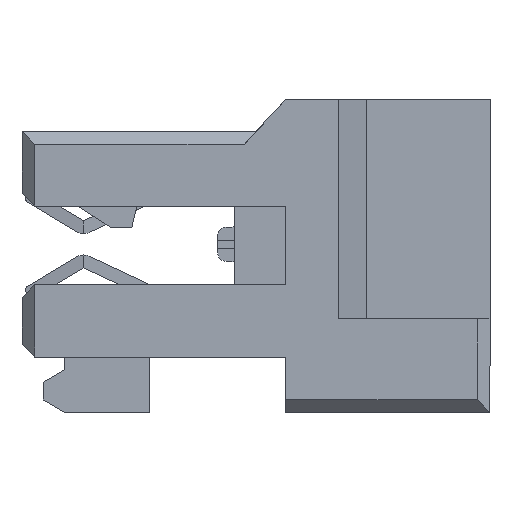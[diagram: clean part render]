
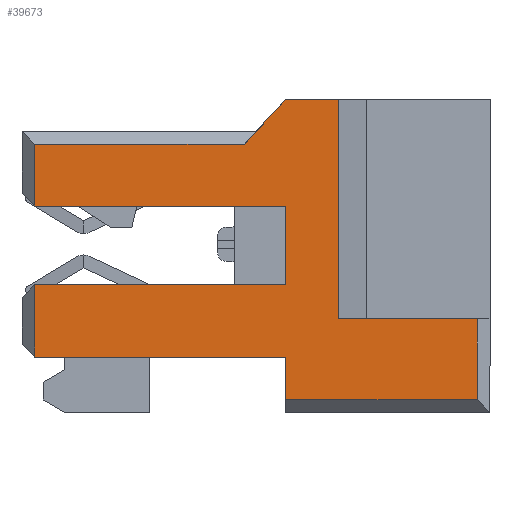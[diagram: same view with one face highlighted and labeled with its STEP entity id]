
A CAD part, left-side view. The second image highlights one B-rep face of the part: STEP entity #39673.
In plain terms, the highlighted face is planar.
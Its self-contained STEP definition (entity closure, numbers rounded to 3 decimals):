
#2968=ORIENTED_EDGE('',*,*,#11618,.T.);
#2969=ORIENTED_EDGE('',*,*,#10911,.T.);
#2970=ORIENTED_EDGE('',*,*,#11625,.T.);
#2971=ORIENTED_EDGE('',*,*,#11626,.T.);
#2972=ORIENTED_EDGE('',*,*,#11077,.T.);
#2973=ORIENTED_EDGE('',*,*,#11072,.T.);
#2974=ORIENTED_EDGE('',*,*,#11609,.T.);
#2975=ORIENTED_EDGE('',*,*,#11627,.T.);
#2976=ORIENTED_EDGE('',*,*,#11628,.T.);
#2977=ORIENTED_EDGE('',*,*,#11629,.T.);
#2978=ORIENTED_EDGE('',*,*,#10907,.T.);
#2979=ORIENTED_EDGE('',*,*,#10904,.T.);
#2980=ORIENTED_EDGE('',*,*,#11615,.T.);
#2981=ORIENTED_EDGE('',*,*,#11630,.T.);
#10904=EDGE_CURVE('',#15331,#15333,#18280,.T.);
#10907=EDGE_CURVE('',#15334,#15331,#18283,.T.);
#10911=EDGE_CURVE('',#15337,#15339,#18287,.T.);
#11072=EDGE_CURVE('',#15458,#15456,#18420,.T.);
#11077=EDGE_CURVE('',#15460,#15458,#18425,.T.);
#11609=EDGE_CURVE('',#15456,#15877,#18921,.T.);
#11615=EDGE_CURVE('',#15333,#15881,#18927,.T.);
#11618=EDGE_CURVE('',#15884,#15337,#18930,.T.);
#11625=EDGE_CURVE('',#15339,#15886,#18937,.T.);
#11626=EDGE_CURVE('',#15886,#15460,#18938,.T.);
#11627=EDGE_CURVE('',#15877,#15887,#18939,.T.);
#11628=EDGE_CURVE('',#15887,#15888,#18940,.T.);
#11629=EDGE_CURVE('',#15888,#15334,#18941,.T.);
#11630=EDGE_CURVE('',#15881,#15884,#18942,.T.);
#15331=VERTEX_POINT('',#52953);
#15333=VERTEX_POINT('',#52957);
#15334=VERTEX_POINT('',#52961);
#15337=VERTEX_POINT('',#52968);
#15339=VERTEX_POINT('',#52972);
#15456=VERTEX_POINT('',#53304);
#15458=VERTEX_POINT('',#53307);
#15460=VERTEX_POINT('',#53313);
#15877=VERTEX_POINT('',#54318);
#15881=VERTEX_POINT('',#54328);
#15884=VERTEX_POINT('',#54336);
#15886=VERTEX_POINT('',#54347);
#15887=VERTEX_POINT('',#54350);
#15888=VERTEX_POINT('',#54352);
#18280=LINE('',#52958,#21672);
#18283=LINE('',#52964,#21675);
#18287=LINE('',#52973,#21679);
#18420=LINE('',#53306,#21812);
#18425=LINE('',#53316,#21817);
#18921=LINE('',#54317,#22313);
#18927=LINE('',#54329,#22319);
#18930=LINE('',#54335,#22322);
#18937=LINE('',#54346,#22329);
#18938=LINE('',#54348,#22330);
#18939=LINE('',#54349,#22331);
#18940=LINE('',#54351,#22332);
#18941=LINE('',#54353,#22333);
#18942=LINE('',#54354,#22334);
#21672=VECTOR('',#44132,1000.);
#21675=VECTOR('',#44137,1000.);
#21679=VECTOR('',#44143,1000.);
#21812=VECTOR('',#44440,1000.);
#21817=VECTOR('',#44447,1000.);
#22313=VECTOR('',#45123,1000.);
#22319=VECTOR('',#45131,1000.);
#22322=VECTOR('',#45136,1000.);
#22329=VECTOR('',#45147,1000.);
#22330=VECTOR('',#45148,1000.);
#22331=VECTOR('',#45149,1000.);
#22332=VECTOR('',#45150,1000.);
#22333=VECTOR('',#45151,1000.);
#22334=VECTOR('',#45152,1000.);
#24903=EDGE_LOOP('',(#2968,#2969,#2970,#2971,#2972,#2973,#2974,#2975,#2976,
#2977,#2978,#2979,#2980,#2981));
#26529=FACE_BOUND('',#24903,.T.);
#28109=PLANE('',#41281);
#39673=ADVANCED_FACE('',(#26529),#28109,.F.);
#41281=AXIS2_PLACEMENT_3D('',#54345,#45145,#45146);
#44132=DIRECTION('',(0.,0.,-1.));
#44137=DIRECTION('',(0.,-1.,0.));
#44143=DIRECTION('',(0.,0.,-1.));
#44440=DIRECTION('',(0.,0.,1.));
#44447=DIRECTION('',(0.,1.,0.));
#45123=DIRECTION('',(0.,-1.,0.));
#45131=DIRECTION('',(0.,1.,0.));
#45136=DIRECTION('',(0.,-1.,0.));
#45145=DIRECTION('',(-1.,0.,0.));
#45146=DIRECTION('',(0.,0.,1.));
#45147=DIRECTION('',(0.,1.,0.));
#45148=DIRECTION('',(0.,0.,-1.));
#45149=DIRECTION('',(0.,0.,1.));
#45150=DIRECTION('',(0.,-1.,0.));
#45151=DIRECTION('',(0.,-0.682,-0.731));
#45152=DIRECTION('',(0.,0.,-1.));
#52953=CARTESIAN_POINT('',(11.25,0.3,2.625));
#52957=CARTESIAN_POINT('',(11.25,0.3,1.175));
#52958=CARTESIAN_POINT('',(11.25,0.3,3.675));
#52961=CARTESIAN_POINT('',(11.25,5.22,2.625));
#52964=CARTESIAN_POINT('',(11.25,11.,2.625));
#52968=CARTESIAN_POINT('',(11.25,0.3,-0.675));
#52972=CARTESIAN_POINT('',(11.25,0.3,-2.375));
#52973=CARTESIAN_POINT('',(11.25,0.3,3.675));
#53304=CARTESIAN_POINT('',(11.25,10.7,-1.475));
#53306=CARTESIAN_POINT('',(11.25,10.7,-1.475));
#53307=CARTESIAN_POINT('',(11.25,10.7,-3.375));
#53313=CARTESIAN_POINT('',(11.25,6.2,-3.375));
#53316=CARTESIAN_POINT('',(11.25,11.,-3.375));
#54317=CARTESIAN_POINT('',(11.25,11.,-1.475));
#54318=CARTESIAN_POINT('',(11.25,7.45,-1.475));
#54328=CARTESIAN_POINT('',(11.25,6.2,1.175));
#54329=CARTESIAN_POINT('',(11.25,0.,1.175));
#54335=CARTESIAN_POINT('',(11.25,6.2,-0.675));
#54336=CARTESIAN_POINT('',(11.25,6.2,-0.675));
#54345=CARTESIAN_POINT('',(11.25,11.,3.675));
#54346=CARTESIAN_POINT('',(11.25,0.,-2.375));
#54347=CARTESIAN_POINT('',(11.25,6.2,-2.375));
#54348=CARTESIAN_POINT('',(11.25,6.2,-2.375));
#54349=CARTESIAN_POINT('',(11.25,7.45,-1.475));
#54350=CARTESIAN_POINT('',(11.25,7.45,3.675));
#54351=CARTESIAN_POINT('',(11.25,11.,3.675));
#54352=CARTESIAN_POINT('',(11.25,6.2,3.675));
#54353=CARTESIAN_POINT('',(11.25,6.2,3.675));
#54354=CARTESIAN_POINT('',(11.25,6.2,1.175));
